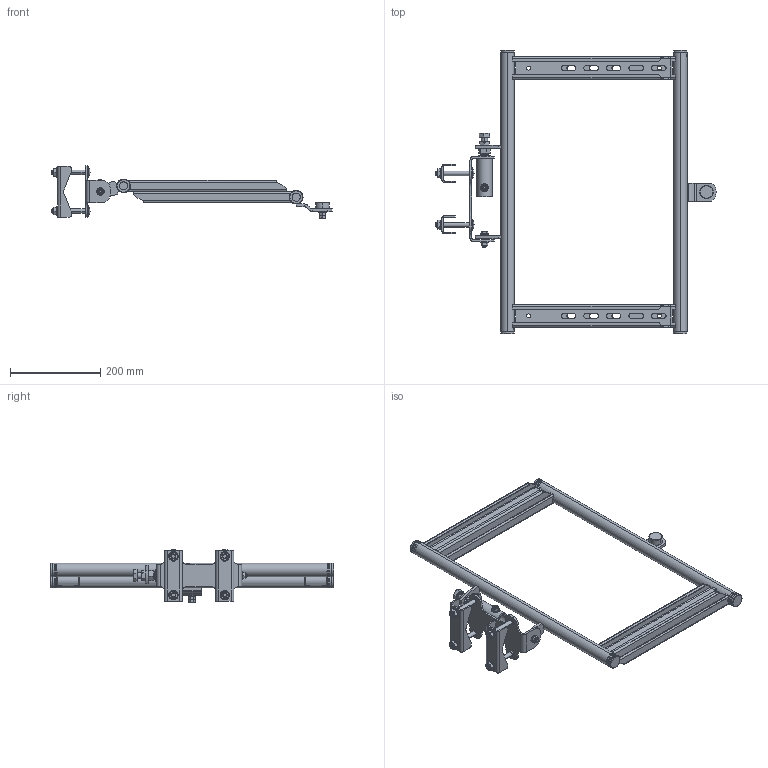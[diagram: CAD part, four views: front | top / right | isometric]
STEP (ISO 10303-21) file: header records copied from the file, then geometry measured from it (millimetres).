
FILE_DESCRIPTION (( 'STEP AP203' ), '1' );
FILE_NAME ('0528832300.STEP', '2024-05-29T09:05:14', ( '' ), ( '' ), 'SwSTEP 2.0', 'SolidWorks 2022', '' );
FILE_SCHEMA (( 'CONFIG_CONTROL_DESIGN' ));
Length unit declared in the file: metre
Products named in the file (1): 0528832300
Bounding box: 622.42 x 630 x 116.1 mm (x, y, z)
Volume: 787030.3 mm3; surface area: 690498.6 mm2
Topology: 47 solids, 47 shells, 1502 faces, 3482 edges, 2090 vertices
Faces by surface type: cylinder 580, plane 576, cone 281, bspline 36, torus 20, sphere 9
Entity records: 50911 total; most frequent: CARTESIAN_POINT 17234, DIRECTION 7063, ORIENTED_EDGE 6960, EDGE_CURVE 3480, AXIS2_PLACEMENT_3D 2899, VERTEX_POINT 2089, EDGE_LOOP 1649, FACE_OUTER_BOUND 1502
